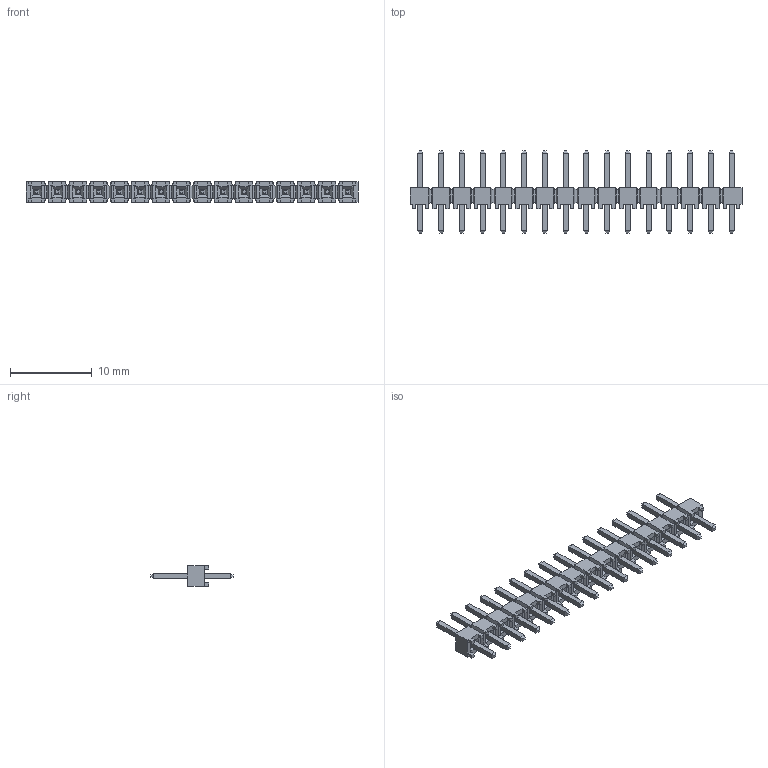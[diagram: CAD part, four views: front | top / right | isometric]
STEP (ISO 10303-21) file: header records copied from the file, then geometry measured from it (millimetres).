
FILE_DESCRIPTION (( 'STEP AP214' ), '1' );
FILE_NAME ('BG030-16-G-0450-0300-N-G.STEP', '2012-07-04T12:51:20', ( 'Master' ), ( '' ), 'SwSTEP 2.0', 'SolidWorks 2010', '' );
FILE_SCHEMA (( 'AUTOMOTIVE_DESIGN' ));
Length unit declared in the file: millimetre
Products named in the file (1): BG030-16-G-0450-0300-N-G
Bounding box: 40.64 x 10.04 x 2.54 mm (x, y, z)
Volume: 243.7 mm3; surface area: 840 mm2
Topology: 1 solids, 1 shells, 888 faces, 2254 edges, 1400 vertices
Faces by surface type: plane 888
Entity records: 32388 total; most frequent: CARTESIAN_POINT 4543, ORIENTED_EDGE 4508, DIRECTION 4032, LINE 2254, VECTOR 2254, EDGE_CURVE 2254, VERTEX_POINT 1400, EDGE_LOOP 920
